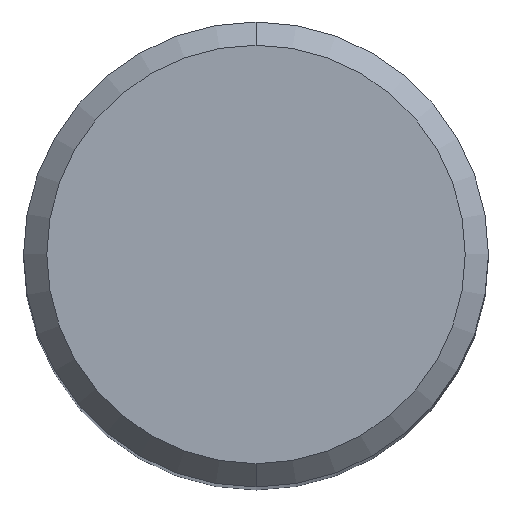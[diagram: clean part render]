
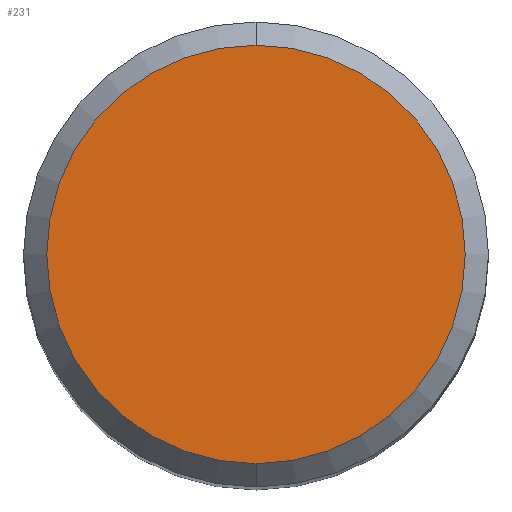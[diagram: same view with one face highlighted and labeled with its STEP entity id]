
A CAD part, top view. The second image highlights one B-rep face of the part: STEP entity #231.
In plain terms, the highlighted planar face has unit normal (0, 0, 1).
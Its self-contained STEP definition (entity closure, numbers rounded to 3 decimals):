
#213=VERTEX_POINT('',#525);
#231=ADVANCED_FACE('',(#544),#545,.T.);
#297=EDGE_CURVE('',#337,#213,#615,.T.);
#309=EDGE_CURVE('',#213,#337,#628,.T.);
#337=VERTEX_POINT('',#659);
#525=CARTESIAN_POINT('',(0.0,5.4,0.0));
#544=FACE_OUTER_BOUND('',#887,.T.);
#545=PLANE('',#888);
#615=CIRCLE('',#1059,5.4);
#628=CIRCLE('',#1075,5.4);
#659=CARTESIAN_POINT('',(0.,-5.4,0.0));
#887=EDGE_LOOP('',(#1574,#1575));
#888=AXIS2_PLACEMENT_3D('',#1576,#1577,#1578);
#1059=AXIS2_PLACEMENT_3D('',#1648,#1649,#1650);
#1075=AXIS2_PLACEMENT_3D('',#1661,#1662,#1663);
#1574=ORIENTED_EDGE('',*,*,#309,.F.);
#1575=ORIENTED_EDGE('',*,*,#297,.F.);
#1576=CARTESIAN_POINT('',(0.0,2.7,0.0));
#1577=DIRECTION('',(-0.0,0.0,1.0));
#1578=DIRECTION('',(0.0,-1.0,0.0));
#1648=CARTESIAN_POINT('',(0.0,0.0,0.0));
#1649=DIRECTION('',(0.0,0.0,-1.0));
#1650=DIRECTION('',(0.0,1.0,0.0));
#1661=CARTESIAN_POINT('',(0.0,0.0,0.0));
#1662=DIRECTION('',(0.0,0.0,-1.0));
#1663=DIRECTION('',(0.0,1.0,0.0));
